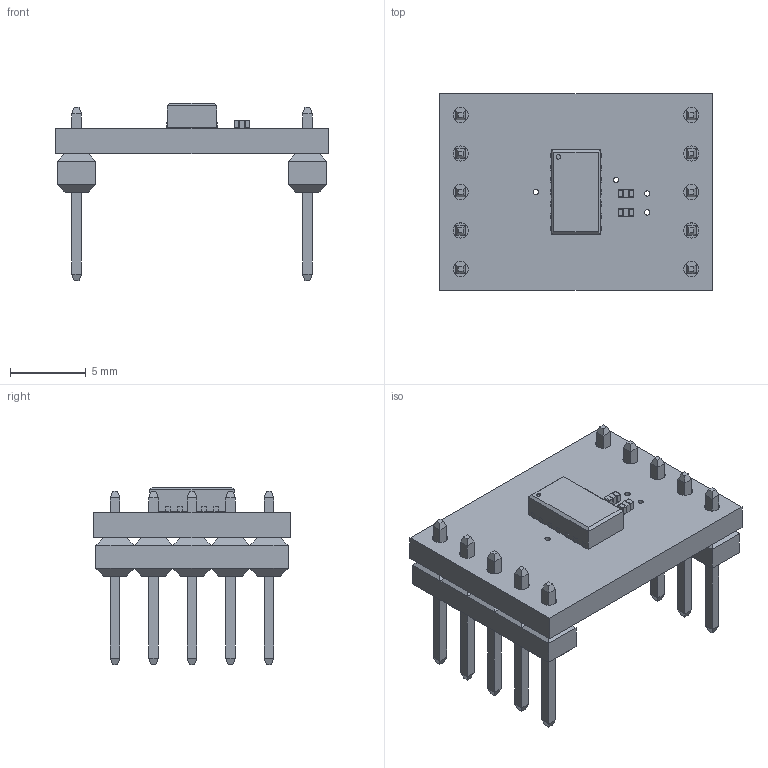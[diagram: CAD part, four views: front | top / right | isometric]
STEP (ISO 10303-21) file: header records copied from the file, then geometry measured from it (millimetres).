
FILE_DESCRIPTION(/* description */ (''),/* implementation_level */ '2;1');
FILE_NAME(/* name */ '5f75cf63-7e3c-4619-affc-609caec61e66.stp',/* time_stamp */ '2021-01-12T00:54:41+00:00',/* author */ (''),/* organization */ (''),/* preprocessor_version */ 'ST-DEVELOPER v18.1',/* originating_system */ 'Autodesk Translation Framework v9.7.1.1290',/* authorisation */ '');
FILE_SCHEMA (('AUTOMOTIVE_DESIGN { 1 0 10303 214 3 1 1 }'));
Length unit declared in the file: millimetre
Products named in the file (6): 5f75cf63-7e3c-4619-affc-609caec61e66; PCB Component; Board; MAX30105EFD+T; 4.7uF/10V; 1x05 MALE VERT
Assembly tree (7 placements, depth 3):
  5f75cf63-7e3c-4619-affc-609caec61e66
    PCB Component
      Board
      MAX30105EFD+T
      4.7uF/10V  x2
      1x05 MALE VERT  x2
Bounding box: 18 x 13 x 11.7 mm (x, y, z)
Volume: 583.4 mm3; surface area: 1158.9 mm2
Topology: 6 solids, 6 shells, 572 faces, 1261 edges, 726 vertices
Faces by surface type: plane 463, cylinder 77, sphere 32
Full cylindrical faces by diameter (mm): 0.3 x1, 0.35 x4, 1 x10
Entity records: 10536 total; most frequent: DIRECTION 1713, CARTESIAN_POINT 1708, ORIENTED_EDGE 1674, EDGE_CURVE 837, LINE 731, VECTOR 731, AXIS2_PLACEMENT_3D 491, VERTEX_POINT 486
